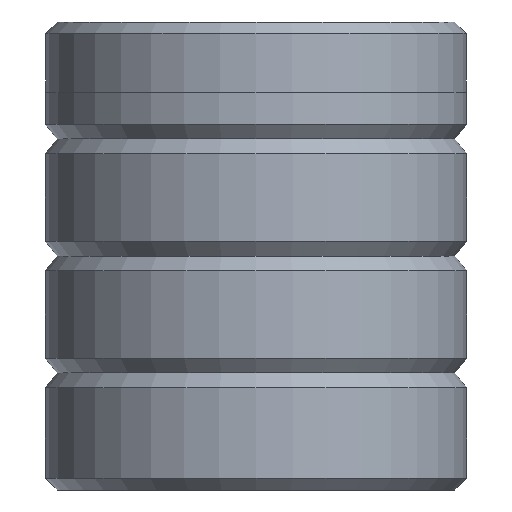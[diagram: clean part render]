
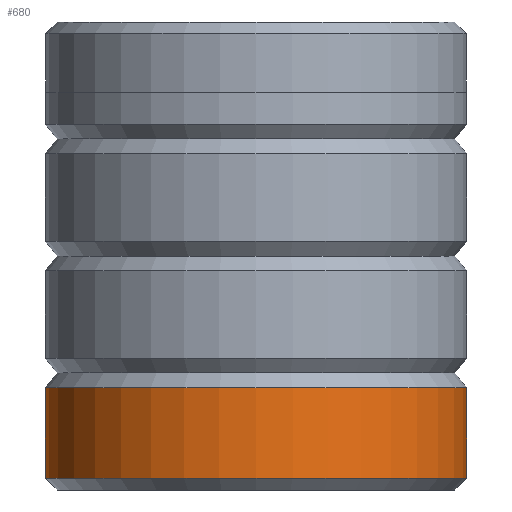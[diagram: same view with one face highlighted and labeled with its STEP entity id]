
A CAD part, front view. The second image highlights one B-rep face of the part: STEP entity #680.
In plain terms, the highlighted cylindrical face has radius 9 mm (diameter 18 mm), a partial arc.
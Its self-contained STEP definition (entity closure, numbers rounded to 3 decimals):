
#134 = ORIENTED_EDGE ( 'NONE', *, *, #231, .T. ) ;
#135 = AXIS2_PLACEMENT_3D ( 'NONE', #1590, #771, #1729 ) ;
#159 = ORIENTED_EDGE ( 'NONE', *, *, #1627, .F. ) ;
#192 = CIRCLE ( 'NONE', #135, 9. ) ;
#231 = EDGE_CURVE ( 'NONE', #714, #1346, #689, .T. ) ;
#347 = CARTESIAN_POINT ( 'NONE',  ( 0., 0., 20. ) ) ;
#394 = LINE ( 'NONE', #545, #749 ) ;
#413 = EDGE_CURVE ( 'NONE', #1346, #565, #394, .T. ) ;
#417 = DIRECTION ( 'NONE',  ( 0., 0., -1. ) ) ;
#494 = CARTESIAN_POINT ( 'NONE',  ( 0., 0., 4.375 ) ) ;
#505 = DIRECTION ( 'NONE',  ( 0., 0., -1. ) ) ;
#545 = CARTESIAN_POINT ( 'NONE',  ( -9., 0., 20. ) ) ;
#565 = VERTEX_POINT ( 'NONE', #1386 ) ;
#569 = EDGE_LOOP ( 'NONE', ( #159, #134, #1610, #1326 ) ) ;
#604 = VECTOR ( 'NONE', #505, 1000. ) ;
#627 = DIRECTION ( 'NONE',  ( -1., 0., 0. ) ) ;
#649 = LINE ( 'NONE', #1313, #604 ) ;
#680 = ADVANCED_FACE ( 'NONE', ( #1267 ), #1543, .T. ) ;
#689 = CIRCLE ( 'NONE', #819, 9. ) ;
#714 = VERTEX_POINT ( 'NONE', #1026 ) ;
#749 = VECTOR ( 'NONE', #417, 1000. ) ;
#767 = EDGE_CURVE ( 'NONE', #565, #914, #192, .T. ) ;
#771 = DIRECTION ( 'NONE',  ( 0., 0., 1. ) ) ;
#819 = AXIS2_PLACEMENT_3D ( 'NONE', #494, #1441, #627 ) ;
#914 = VERTEX_POINT ( 'NONE', #1215 ) ;
#1026 = CARTESIAN_POINT ( 'NONE',  ( 9., 0., 4.375 ) ) ;
#1156 = DIRECTION ( 'NONE',  ( -1., 0., 0. ) ) ;
#1215 = CARTESIAN_POINT ( 'NONE',  ( 9., 0., 0.5 ) ) ;
#1267 = FACE_OUTER_BOUND ( 'NONE', #569, .T. ) ;
#1313 = CARTESIAN_POINT ( 'NONE',  ( 9., 0., 20. ) ) ;
#1326 = ORIENTED_EDGE ( 'NONE', *, *, #767, .T. ) ;
#1346 = VERTEX_POINT ( 'NONE', #1650 ) ;
#1386 = CARTESIAN_POINT ( 'NONE',  ( -9., 0., 0.5 ) ) ;
#1441 = DIRECTION ( 'NONE',  ( 0., 0., -1. ) ) ;
#1543 = CYLINDRICAL_SURFACE ( 'NONE', #1620, 9. ) ;
#1557 = DIRECTION ( 'NONE',  ( 0., 0., -1. ) ) ;
#1590 = CARTESIAN_POINT ( 'NONE',  ( 0., 0., 0.5 ) ) ;
#1610 = ORIENTED_EDGE ( 'NONE', *, *, #413, .T. ) ;
#1620 = AXIS2_PLACEMENT_3D ( 'NONE', #347, #1557, #1156 ) ;
#1627 = EDGE_CURVE ( 'NONE', #714, #914, #649, .T. ) ;
#1650 = CARTESIAN_POINT ( 'NONE',  ( -9., 0., 4.375 ) ) ;
#1729 = DIRECTION ( 'NONE',  ( 1., 0., 0. ) ) ;
